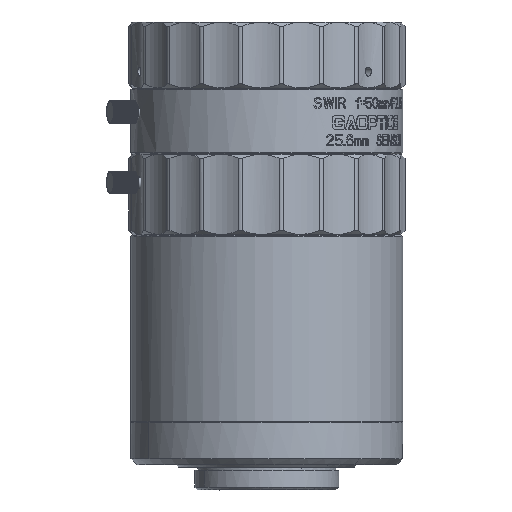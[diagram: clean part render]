
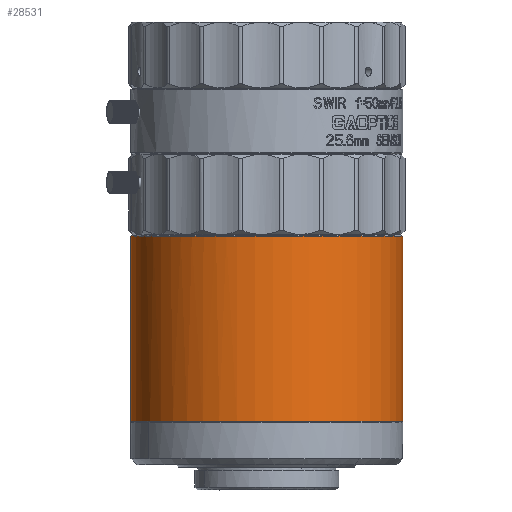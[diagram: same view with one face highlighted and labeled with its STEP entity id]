
A CAD part, front view. The second image highlights one B-rep face of the part: STEP entity #28531.
In plain terms, the highlighted cylindrical face has radius 24 mm (diameter 48 mm), a partial arc.
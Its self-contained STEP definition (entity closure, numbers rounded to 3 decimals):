
#776 = CARTESIAN_POINT ( 'NONE',  ( 48., 149.226, -58.63 ) ) ;
#1317 = CARTESIAN_POINT ( 'NONE',  ( 8.14, 132.715, -58.63 ) ) ;
#3712 = EDGE_CURVE ( 'NONE', #46484, #56178, #78112, .T. ) ;
#8475 = VERTEX_POINT ( 'NONE', #39177 ) ;
#8549 = CARTESIAN_POINT ( 'NONE',  ( 5.919, 134.937, -58.63 ) ) ;
#9687 = CARTESIAN_POINT ( 'NONE',  ( 22.429, 126.796, -58.63 ) ) ;
#10675 = VECTOR ( 'NONE', #57140, 1000. ) ;
#16157 = CARTESIAN_POINT ( 'NONE',  ( 18.732, 127.382, -25.95 ) ) ;
#16403 = CARTESIAN_POINT ( 'NONE',  ( 38.64, 131.714, -58.63 ) ) ;
#17255 = EDGE_LOOP ( 'NONE', ( #30216, #107360, #44828, #75118, #108159 ) ) ;
#17289 = FACE_OUTER_BOUND ( 'NONE', #17255, .T. ) ;
#17513 = CARTESIAN_POINT ( 'NONE',  ( 31.733, 128.022, -58.63 ) ) ;
#17623 = CARTESIAN_POINT ( 'NONE',  ( 47.798, 147.212, -25.95 ) ) ;
#18085 = CARTESIAN_POINT ( 'NONE',  ( 39.86, 132.715, -58.63 ) ) ;
#18211 = CARTESIAN_POINT ( 'NONE',  ( 44.855, 138.785, -25.95 ) ) ;
#19841 = DIRECTION ( 'NONE',  ( 0., 0., -1. ) ) ;
#20731 = CARTESIAN_POINT ( 'NONE',  ( 3.573, 137.911, -25.95 ) ) ;
#23616 = VERTEX_POINT ( 'NONE', #44475 ) ;
#24329 = EDGE_CURVE ( 'NONE', #23616, #8475, #108309, .T. ) ;
#24809 = CARTESIAN_POINT ( 'NONE',  ( 0.155, 147.655, -58.63 ) ) ;
#25493 = CARTESIAN_POINT ( 'NONE',  ( 46.408, 142.015, -25.95 ) ) ;
#25934 = CARTESIAN_POINT ( 'NONE',  ( 16.267, 128.022, -58.63 ) ) ;
#26013 = CARTESIAN_POINT ( 'NONE',  ( 0., 150.796, -42.29 ) ) ;
#27069 = CARTESIAN_POINT ( 'NONE',  ( 13.364, 129.224, -58.63 ) ) ;
#28531 = ADVANCED_FACE ( 'NONE', ( #17289 ), #51436, .T. ) ;
#30216 = ORIENTED_EDGE ( 'NONE', *, *, #82172, .F. ) ;
#30219 = CARTESIAN_POINT ( 'NONE',  ( 6.945, 133.696, -25.95 ) ) ;
#30617 = CARTESIAN_POINT ( 'NONE',  ( 22.273, 126.792, -25.95 ) ) ;
#31844 = AXIS2_PLACEMENT_3D ( 'NONE', #83922, #31908, #100161 ) ;
#31908 = DIRECTION ( 'NONE',  ( 0., 0., -1. ) ) ;
#33895 = CARTESIAN_POINT ( 'NONE',  ( 37.593, 130.936, -25.95 ) ) ;
#34897 = CARTESIAN_POINT ( 'NONE',  ( 17.777, 127.564, -58.63 ) ) ;
#35468 = CARTESIAN_POINT ( 'NONE',  ( 9.36, 131.714, -58.63 ) ) ;
#39177 = CARTESIAN_POINT ( 'NONE',  ( 48., 150.796, -25.95 ) ) ;
#41915 = CARTESIAN_POINT ( 'NONE',  ( 16.099, 127.974, -25.95 ) ) ;
#42165 = CARTESIAN_POINT ( 'NONE',  ( 11.972, 129.968, -58.63 ) ) ;
#42278 = CARTESIAN_POINT ( 'NONE',  ( 48., 150.796, -25.95 ) ) ;
#43741 = B_SPLINE_CURVE_WITH_KNOTS ( 'NONE', 3,
 ( #90101, #72769, #89546, #106837, #20731, #30219, #98481, #92828, #41915, #16157 ),
 .UNSPECIFIED., .F., .F.,
 ( 4, 2, 2, 2, 4 ),
 ( 0.7, 0.775, 0.85, 0.925, 1. ),
 .UNSPECIFIED. ) ;
#44475 = CARTESIAN_POINT ( 'NONE',  ( 18.732, 127.382, -25.95 ) ) ;
#44828 = ORIENTED_EDGE ( 'NONE', *, *, #97066, .F. ) ;
#46484 = VERTEX_POINT ( 'NONE', #86143 ) ;
#47122 = LINE ( 'NONE', #90177, #10675 ) ;
#50565 = CARTESIAN_POINT ( 'NONE',  ( 47.232, 144.574, -58.63 ) ) ;
#51098 = CARTESIAN_POINT ( 'NONE',  ( 4.917, 136.157, -58.63 ) ) ;
#51436 = CYLINDRICAL_SURFACE ( 'NONE', #31844, 24. ) ;
#51649 = CARTESIAN_POINT ( 'NONE',  ( 43.083, 136.157, -58.63 ) ) ;
#52224 = CARTESIAN_POINT ( 'NONE',  ( 45.572, 140.161, -58.63 ) ) ;
#52334 = CARTESIAN_POINT ( 'NONE',  ( 43.897, 137.257, -25.95 ) ) ;
#56178 = VERTEX_POINT ( 'NONE', #77656 ) ;
#57140 = DIRECTION ( 'NONE',  ( 0., 0., -1. ) ) ;
#58332 = CARTESIAN_POINT ( 'NONE',  ( 0., 150.796, -25.95 ) ) ;
#58966 = CARTESIAN_POINT ( 'NONE',  ( 27.142, 126.951, -58.63 ) ) ;
#60083 = CARTESIAN_POINT ( 'NONE',  ( 25.571, 126.796, -58.63 ) ) ;
#60195 = CARTESIAN_POINT ( 'NONE',  ( 36.068, 129.974, -25.95 ) ) ;
#60650 = CARTESIAN_POINT ( 'NONE',  ( 48., 150.796, -58.63 ) ) ;
#61218 = CARTESIAN_POINT ( 'NONE',  ( 46.774, 143.063, -58.63 ) ) ;
#65306 = CARTESIAN_POINT ( 'NONE',  ( 31.141, 127.813, -25.95 ) ) ;
#67363 = CARTESIAN_POINT ( 'NONE',  ( 0., 150.796, -58.63 ) ) ;
#67778 = VERTEX_POINT ( 'NONE', #58332 ) ;
#68042 = CARTESIAN_POINT ( 'NONE',  ( 40.392, 133.175, -25.95 ) ) ;
#69032 = CARTESIAN_POINT ( 'NONE',  ( 42.081, 134.937, -58.63 ) ) ;
#69588 = CARTESIAN_POINT ( 'NONE',  ( 47.845, 147.655, -58.63 ) ) ;
#72769 = CARTESIAN_POINT ( 'NONE',  ( 0., 148.097, -25.95 ) ) ;
#73693 = CARTESIAN_POINT ( 'NONE',  ( 27.648, 127.008, -25.95 ) ) ;
#75118 = ORIENTED_EDGE ( 'NONE', *, *, #86161, .T. ) ;
#76296 = CARTESIAN_POINT ( 'NONE',  ( 0.768, 144.574, -58.63 ) ) ;
#76413 = CARTESIAN_POINT ( 'NONE',  ( 47.002, 143.718, -25.95 ) ) ;
#76858 = CARTESIAN_POINT ( 'NONE',  ( 44.828, 138.769, -58.63 ) ) ;
#77431 = CARTESIAN_POINT ( 'NONE',  ( 1.226, 143.063, -58.63 ) ) ;
#77656 = CARTESIAN_POINT ( 'NONE',  ( 48., 150.796, -58.63 ) ) ;
#78096 = CARTESIAN_POINT ( 'NONE',  ( 41.666, 134.452, -25.95 ) ) ;
#78112 = B_SPLINE_CURVE_WITH_KNOTS ( 'NONE', 3,
 ( #67363, #85241, #24809, #76296, #77431, #85798, #103690, #51098, #8549, #1317, #35468, #42165, #27069, #25934, #34897, #94756, #9687, #60083, #58966, #95323, #17513, #93086, #86372, #16403, #18085, #69032, #51649, #76858, #52224, #61218, #50565, #69588, #776, #60650 ),
 .UNSPECIFIED., .F., .F.,
 ( 4, 2, 2, 2, 2, 2, 2, 2, 2, 2, 2, 2, 2, 2, 2, 2, 4 ),
 ( 0.5, 0.531, 0.563, 0.594, 0.625, 0.656, 0.688, 0.719, 0.75, 0.781, 0.813, 0.844, 0.875, 0.906, 0.938, 0.969, 1. ),
 .UNSPECIFIED. ) ;
#79717 = LINE ( 'NONE', #26013, #92262 ) ;
#82172 = EDGE_CURVE ( 'NONE', #8475, #56178, #47122, .T. ) ;
#83922 = CARTESIAN_POINT ( 'NONE',  ( 24., 150.796, -42.29 ) ) ;
#85241 = CARTESIAN_POINT ( 'NONE',  ( 0., 149.226, -58.63 ) ) ;
#85798 = CARTESIAN_POINT ( 'NONE',  ( 2.428, 140.161, -58.63 ) ) ;
#86143 = CARTESIAN_POINT ( 'NONE',  ( 0., 150.796, -58.63 ) ) ;
#86161 = EDGE_CURVE ( 'NONE', #67778, #46484, #79717, .T. ) ;
#86372 = CARTESIAN_POINT ( 'NONE',  ( 36.028, 129.968, -58.63 ) ) ;
#89546 = CARTESIAN_POINT ( 'NONE',  ( 0.46, 145.399, -25.95 ) ) ;
#90101 = CARTESIAN_POINT ( 'NONE',  ( 0., 150.796, -25.95 ) ) ;
#90177 = CARTESIAN_POINT ( 'NONE',  ( 48., 150.796, -42.29 ) ) ;
#91556 = CARTESIAN_POINT ( 'NONE',  ( 18.732, 127.382, -25.95 ) ) ;
#92262 = VECTOR ( 'NONE', #19841, 1000. ) ;
#92828 = CARTESIAN_POINT ( 'NONE',  ( 13.567, 129.015, -25.95 ) ) ;
#93086 = CARTESIAN_POINT ( 'NONE',  ( 34.636, 129.224, -58.63 ) ) ;
#94756 = CARTESIAN_POINT ( 'NONE',  ( 20.858, 126.951, -58.63 ) ) ;
#95323 = CARTESIAN_POINT ( 'NONE',  ( 30.223, 127.564, -58.63 ) ) ;
#97066 = EDGE_CURVE ( 'NONE', #67778, #23616, #43741, .T. ) ;
#98481 = CARTESIAN_POINT ( 'NONE',  ( 8.99, 131.876, -25.95 ) ) ;
#98865 = CARTESIAN_POINT ( 'NONE',  ( 25.857, 126.801, -25.95 ) ) ;
#99394 = CARTESIAN_POINT ( 'NONE',  ( 32.842, 128.413, -25.95 ) ) ;
#100161 = DIRECTION ( 'NONE',  ( -1., 0., 0. ) ) ;
#103690 = CARTESIAN_POINT ( 'NONE',  ( 3.172, 138.769, -58.63 ) ) ;
#106837 = CARTESIAN_POINT ( 'NONE',  ( 2.246, 140.305, -25.95 ) ) ;
#107208 = CARTESIAN_POINT ( 'NONE',  ( 20.48, 126.988, -25.95 ) ) ;
#107360 = ORIENTED_EDGE ( 'NONE', *, *, #24329, .F. ) ;
#108159 = ORIENTED_EDGE ( 'NONE', *, *, #3712, .T. ) ;
#108309 = B_SPLINE_CURVE_WITH_KNOTS ( 'NONE', 3,
 ( #91556, #107208, #30617, #98865, #73693, #65306, #99394, #60195, #33895, #68042, #78096, #52334, #18211, #25493, #76413, #17623, #110478, #42278 ),
 .UNSPECIFIED., .F., .F.,
 ( 4, 2, 2, 2, 2, 2, 2, 2, 4 ),
 ( 0., 0.125, 0.25, 0.375, 0.5, 0.625, 0.75, 0.875, 1. ),
 .UNSPECIFIED. ) ;
#110478 = CARTESIAN_POINT ( 'NONE',  ( 48., 149.004, -25.95 ) ) ;
